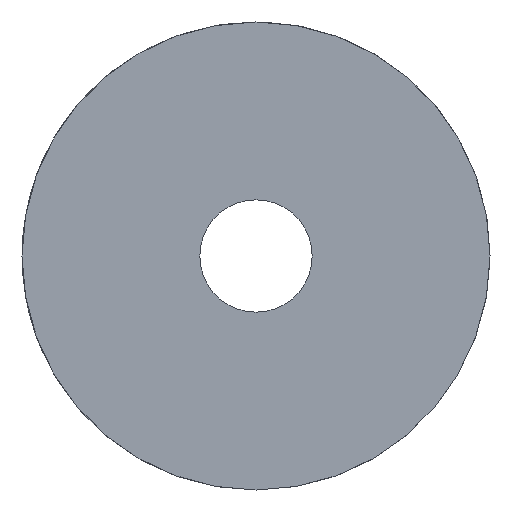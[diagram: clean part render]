
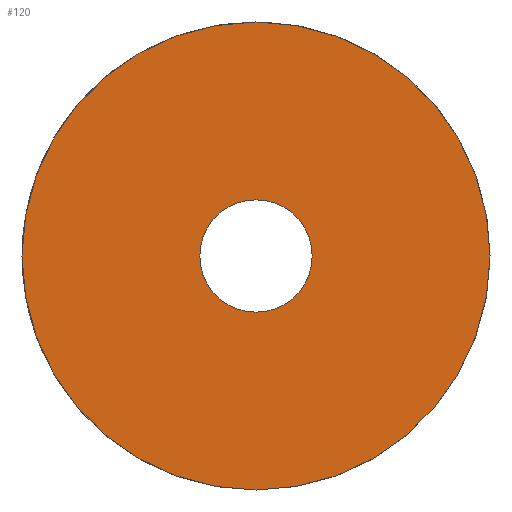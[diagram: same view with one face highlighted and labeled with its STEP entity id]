
A CAD part, left-side view. The second image highlights one B-rep face of the part: STEP entity #120.
In plain terms, the highlighted planar face has unit normal (-1, 0, 0).
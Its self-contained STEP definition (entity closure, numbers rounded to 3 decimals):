
#120 = ADVANCED_FACE( '', ( #285, #286 ), #287, .F. );
#285 = FACE_OUTER_BOUND( '', #500, .T. );
#286 = FACE_BOUND( '', #501, .T. );
#287 = PLANE( '', #502 );
#500 = EDGE_LOOP( '', ( #763 ) );
#501 = EDGE_LOOP( '', ( #764 ) );
#502 = AXIS2_PLACEMENT_3D( '', #765, #766, #767 );
#763 = ORIENTED_EDGE( '', *, *, #1222, .F. );
#764 = ORIENTED_EDGE( '', *, *, #1223, .T. );
#765 = CARTESIAN_POINT( '', ( 0., 0., 0. ) );
#766 = DIRECTION( '', ( 1., 0., 0. ) );
#767 = DIRECTION( '', ( 0., 0., -1. ) );
#1222 = EDGE_CURVE( '', #1441, #1441, #1442, .T. );
#1223 = EDGE_CURVE( '', #1443, #1443, #1444, .T. );
#1441 = VERTEX_POINT( '', #1703 );
#1442 = CIRCLE( '', #1704, 12.5 );
#1443 = VERTEX_POINT( '', #1705 );
#1444 = CIRCLE( '', #1706, 3. );
#1703 = CARTESIAN_POINT( '', ( 0., 0., -12.5 ) );
#1704 = AXIS2_PLACEMENT_3D( '', #1981, #1982, #1983 );
#1705 = CARTESIAN_POINT( '', ( 0., 0., -3. ) );
#1706 = AXIS2_PLACEMENT_3D( '', #1984, #1985, #1986 );
#1981 = CARTESIAN_POINT( '', ( 0., 0., 0. ) );
#1982 = DIRECTION( '', ( 1., 0., 0. ) );
#1983 = DIRECTION( '', ( 0., 0., -1. ) );
#1984 = CARTESIAN_POINT( '', ( 0., 0., 0. ) );
#1985 = DIRECTION( '', ( 1., 0., 0. ) );
#1986 = DIRECTION( '', ( 0., 0., -1. ) );
